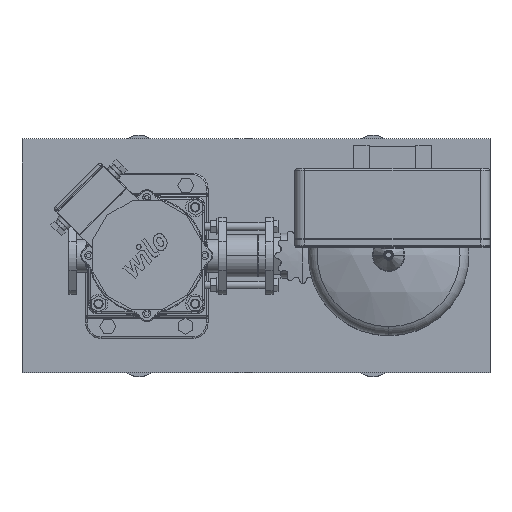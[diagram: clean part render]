
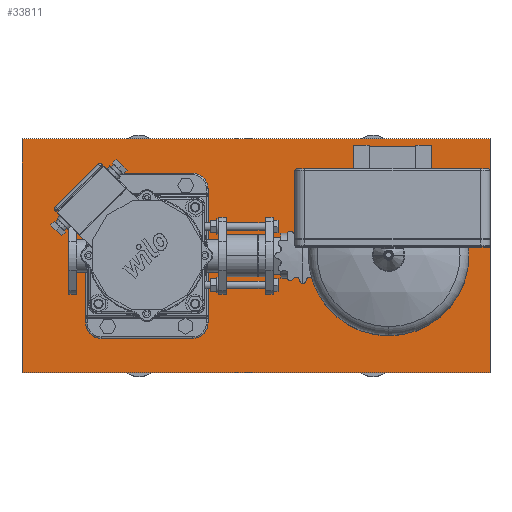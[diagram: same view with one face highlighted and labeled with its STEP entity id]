
A CAD part, top view. The second image highlights one B-rep face of the part: STEP entity #33811.
In plain terms, the highlighted planar face has unit normal (0, 0, 1).
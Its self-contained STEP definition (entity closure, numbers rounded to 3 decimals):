
#33772=CARTESIAN_POINT('',(-160.0,0.,90.0));
#33773=DIRECTION('',(0.0,0.0,1.0));
#33774=DIRECTION('',(0.0,-1.0,0.0));
#33775=AXIS2_PLACEMENT_3D('',#33772,#33773,#33774);
#33776=PLANE('',#33775);
#33777=CARTESIAN_POINT('',(440.0,-150.,90.));
#33778=VERTEX_POINT('',#33777);
#33779=CARTESIAN_POINT('',(440.0,150.,90.));
#33780=VERTEX_POINT('',#33779);
#33781=CARTESIAN_POINT('',(440.0,-150.,90.));
#33782=DIRECTION('',(0.0,1.0,0.0));
#33783=VECTOR('',#33782,300.0);
#33784=LINE('',#33781,#33783);
#33785=EDGE_CURVE('',#33778,#33780,#33784,.T.);
#33786=ORIENTED_EDGE('',*,*,#33785,.T.);
#33787=CARTESIAN_POINT('',(-160.0,150.,90.));
#33788=VERTEX_POINT('',#33787);
#33789=CARTESIAN_POINT('',(-160.0,150.,90.));
#33790=DIRECTION('',(1.0,0.0,0.0));
#33791=VECTOR('',#33790,600.0);
#33792=LINE('',#33789,#33791);
#33793=EDGE_CURVE('',#33788,#33780,#33792,.T.);
#33794=ORIENTED_EDGE('',*,*,#33793,.F.);
#33795=CARTESIAN_POINT('',(-160.0,-150.,90.));
#33796=VERTEX_POINT('',#33795);
#33797=CARTESIAN_POINT('',(-160.0,150.,90.));
#33798=DIRECTION('',(0.0,-1.0,0.0));
#33799=VECTOR('',#33798,300.0);
#33800=LINE('',#33797,#33799);
#33801=EDGE_CURVE('',#33788,#33796,#33800,.T.);
#33802=ORIENTED_EDGE('',*,*,#33801,.T.);
#33803=CARTESIAN_POINT('',(-160.0,-150.,90.));
#33804=DIRECTION('',(1.0,0.0,0.0));
#33805=VECTOR('',#33804,600.0);
#33806=LINE('',#33803,#33805);
#33807=EDGE_CURVE('',#33796,#33778,#33806,.T.);
#33808=ORIENTED_EDGE('',*,*,#33807,.T.);
#33809=EDGE_LOOP('',(#33786,#33794,#33802,#33808));
#33810=FACE_OUTER_BOUND('',#33809,.T.);
#33811=ADVANCED_FACE('',(#33810),#33776,.T.);
